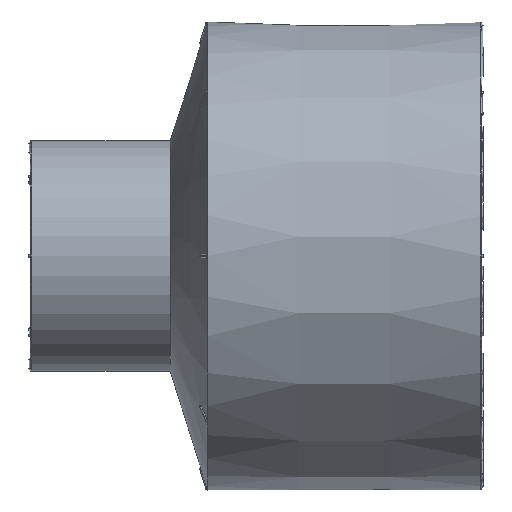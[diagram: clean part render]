
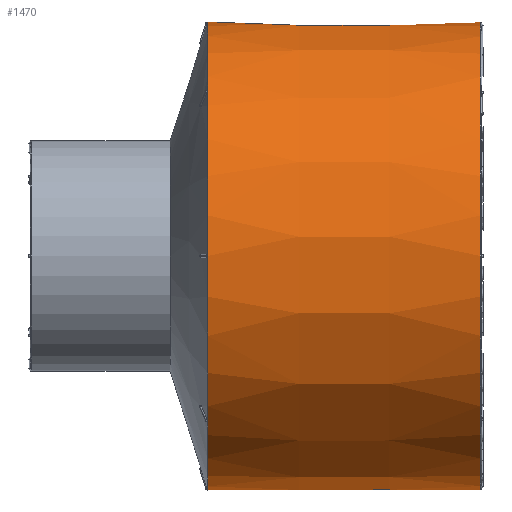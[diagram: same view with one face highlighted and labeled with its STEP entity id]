
A CAD part, left-side view. The second image highlights one B-rep face of the part: STEP entity #1470.
In plain terms, the highlighted conical face has half-angle 0.065 degrees and reference radius 37.5 mm.
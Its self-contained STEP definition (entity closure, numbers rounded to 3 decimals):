
#177=CONICAL_SURFACE('',#23679,37.5,0.065);
#1470=ADVANCED_FACE('',(#3932,#3933),#177,.T.);
#3932=FACE_BOUND('',#4013,.T.);
#3933=FACE_BOUND('',#4014,.T.);
#4013=EDGE_LOOP('',(#8925));
#4014=EDGE_LOOP('',(#8926));
#7738=CIRCLE('',#23676,37.55);
#7739=CIRCLE('',#23678,37.5);
#8925=ORIENTED_EDGE('',*,*,#18654,.T.);
#8926=ORIENTED_EDGE('',*,*,#18653,.T.);
#16211=VERTEX_POINT('',#35655);
#16212=VERTEX_POINT('',#35658);
#18653=EDGE_CURVE('',#16211,#16211,#7738,.T.);
#18654=EDGE_CURVE('',#16212,#16212,#7739,.T.);
#23676=AXIS2_PLACEMENT_3D('',#35654,#25413,#25414);
#23678=AXIS2_PLACEMENT_3D('',#35657,#25417,#25418);
#23679=AXIS2_PLACEMENT_3D('',#35659,#25419,#25420);
#25413=DIRECTION('',(0.,-1.,0.));
#25414=DIRECTION('',(0.,0.,-1.));
#25417=DIRECTION('',(0.,1.,0.));
#25418=DIRECTION('',(0.,0.,-1.));
#25419=DIRECTION('',(0.,1.,0.));
#25420=DIRECTION('',(0.,0.,1.));
#35654=CARTESIAN_POINT('',(7318.914,-244.857,0.));
#35655=CARTESIAN_POINT('',(7318.914,-244.857,-37.55));
#35657=CARTESIAN_POINT('',(7318.914,-288.609,0.));
#35658=CARTESIAN_POINT('',(7318.914,-288.609,-37.5));
#35659=CARTESIAN_POINT('',(7318.914,-288.858,0.));
